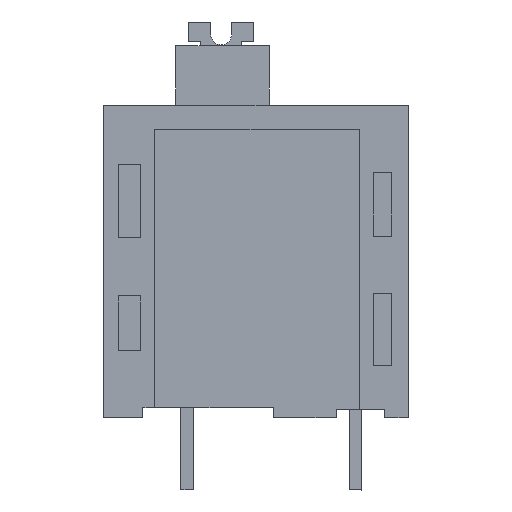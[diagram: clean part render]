
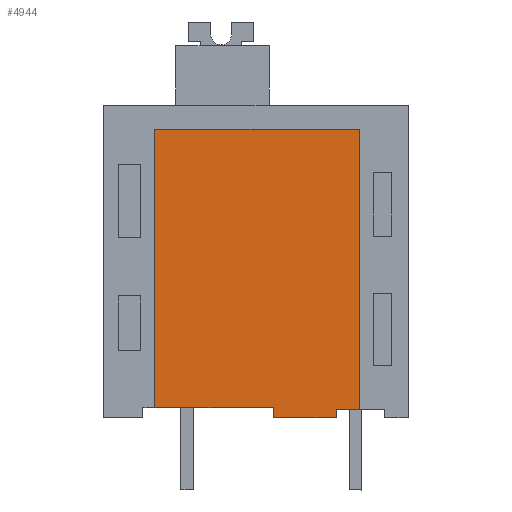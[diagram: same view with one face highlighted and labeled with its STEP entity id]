
A CAD part, left-side view. The second image highlights one B-rep face of the part: STEP entity #4944.
In plain terms, the highlighted planar face has unit normal (-1, 0, 0).
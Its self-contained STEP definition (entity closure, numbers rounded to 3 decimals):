
#4920=AXIS2_PLACEMENT_3D('Plane Axis2P3D',#4917,#4918,#4919) ;
#355=CARTESIAN_POINT('Vertex',(1.1,6.55,4.)) ;
#358=CARTESIAN_POINT('Line Origine',(1.1,9.439,4.)) ;
#362=CARTESIAN_POINT('Vertex',(1.1,12.329,4.)) ;
#389=CARTESIAN_POINT('Line Origine',(1.1,12.329,10.764)) ;
#393=CARTESIAN_POINT('Vertex',(1.1,12.329,17.529)) ;
#418=CARTESIAN_POINT('Vertex',(1.1,2.371,17.529)) ;
#421=CARTESIAN_POINT('Line Origine',(1.1,7.35,17.529)) ;
#439=CARTESIAN_POINT('Line Origine',(1.1,2.371,10.714)) ;
#443=CARTESIAN_POINT('Vertex',(1.1,2.371,3.9)) ;
#468=CARTESIAN_POINT('Vertex',(1.1,3.5,3.9)) ;
#485=CARTESIAN_POINT('Line Origine',(1.1,2.936,3.9)) ;
#4901=CARTESIAN_POINT('Vertex',(1.1,6.55,3.5)) ;
#4904=CARTESIAN_POINT('Line Origine',(1.1,6.55,3.75)) ;
#4917=CARTESIAN_POINT('Axis2P3D Location',(1.1,14.8,0.)) ;
#4922=CARTESIAN_POINT('Line Origine',(1.1,5.025,3.5)) ;
#4926=CARTESIAN_POINT('Vertex',(1.1,3.5,3.5)) ;
#4929=CARTESIAN_POINT('Line Origine',(1.1,3.5,3.7)) ;
#359=DIRECTION('Vector Direction',(0.,1.,0.)) ;
#390=DIRECTION('Vector Direction',(0.,0.,-1.)) ;
#422=DIRECTION('Vector Direction',(0.,-1.,0.)) ;
#440=DIRECTION('Vector Direction',(0.,0.,1.)) ;
#486=DIRECTION('Vector Direction',(0.,-1.,0.)) ;
#4905=DIRECTION('Vector Direction',(0.,0.,1.)) ;
#4918=DIRECTION('Axis2P3D Direction',(-1.,0.,0.)) ;
#4919=DIRECTION('Axis2P3D XDirection',(0.,-1.,0.)) ;
#4923=DIRECTION('Vector Direction',(0.,1.,0.)) ;
#4930=DIRECTION('Vector Direction',(0.,0.,1.)) ;
#360=VECTOR('Line Direction',#359,1.) ;
#391=VECTOR('Line Direction',#390,1.) ;
#423=VECTOR('Line Direction',#422,1.) ;
#441=VECTOR('Line Direction',#440,1.) ;
#487=VECTOR('Line Direction',#486,1.) ;
#4906=VECTOR('Line Direction',#4905,1.) ;
#4924=VECTOR('Line Direction',#4923,1.) ;
#4931=VECTOR('Line Direction',#4930,1.) ;
#4935=ORIENTED_EDGE('',*,*,#364,.F.) ;
#4936=ORIENTED_EDGE('',*,*,#4908,.F.) ;
#4937=ORIENTED_EDGE('',*,*,#4928,.T.) ;
#4938=ORIENTED_EDGE('',*,*,#4933,.T.) ;
#4939=ORIENTED_EDGE('',*,*,#489,.T.) ;
#4940=ORIENTED_EDGE('',*,*,#445,.T.) ;
#4941=ORIENTED_EDGE('',*,*,#425,.T.) ;
#4942=ORIENTED_EDGE('',*,*,#395,.T.) ;
#4944=ADVANCED_FACE('HOUSING',(#4943),#4921,.T.) ;
#364=EDGE_CURVE('',#356,#363,#361,.T.) ;
#395=EDGE_CURVE('',#394,#363,#392,.T.) ;
#425=EDGE_CURVE('',#419,#394,#424,.F.) ;
#445=EDGE_CURVE('',#444,#419,#442,.T.) ;
#489=EDGE_CURVE('',#469,#444,#488,.T.) ;
#4908=EDGE_CURVE('',#4902,#356,#4907,.T.) ;
#4928=EDGE_CURVE('',#4902,#4927,#4925,.F.) ;
#4933=EDGE_CURVE('',#4927,#469,#4932,.T.) ;
#4934=EDGE_LOOP('',(#4935,#4936,#4937,#4938,#4939,#4940,#4941,#4942)) ;
#4943=FACE_OUTER_BOUND('',#4934,.T.) ;
#361=LINE('Line',#358,#360) ;
#392=LINE('Line',#389,#391) ;
#424=LINE('Line',#421,#423) ;
#442=LINE('Line',#439,#441) ;
#488=LINE('Line',#485,#487) ;
#4907=LINE('Line',#4904,#4906) ;
#4925=LINE('Line',#4922,#4924) ;
#4932=LINE('Line',#4929,#4931) ;
#4921=PLANE('',#4920) ;
#356=VERTEX_POINT('',#355) ;
#363=VERTEX_POINT('',#362) ;
#394=VERTEX_POINT('',#393) ;
#419=VERTEX_POINT('',#418) ;
#444=VERTEX_POINT('',#443) ;
#469=VERTEX_POINT('',#468) ;
#4902=VERTEX_POINT('',#4901) ;
#4927=VERTEX_POINT('',#4926) ;
